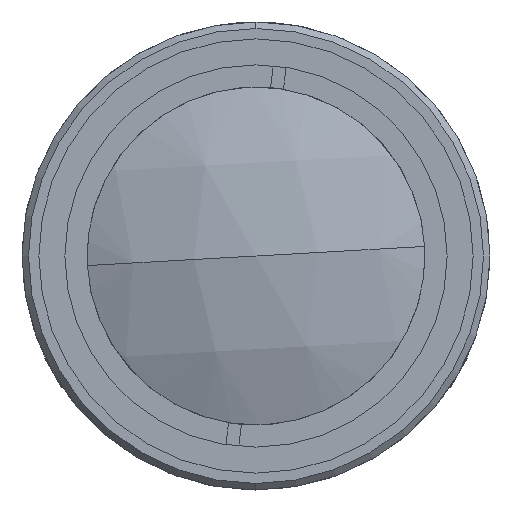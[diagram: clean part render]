
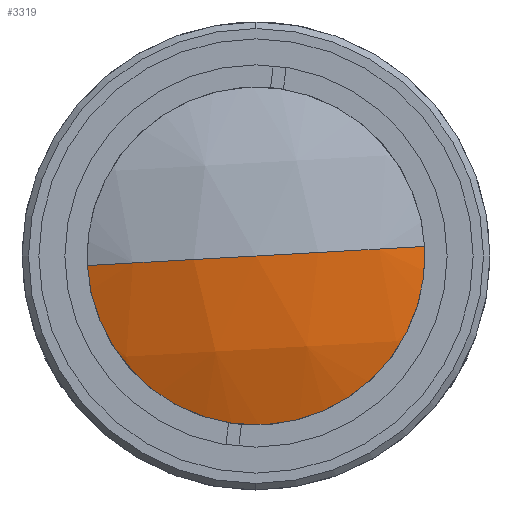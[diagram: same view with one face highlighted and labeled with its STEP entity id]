
A CAD part, left-side view. The second image highlights one B-rep face of the part: STEP entity #3319.
In plain terms, the highlighted spherical face has radius 34.13 mm.
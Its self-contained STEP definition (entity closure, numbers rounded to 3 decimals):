
#14 = DIRECTION ( 'NONE',  ( -1., 0., 0. ) ) ;
#165 = AXIS2_PLACEMENT_3D ( 'NONE', #3534, #2200, #2395 ) ;
#211 = AXIS2_PLACEMENT_3D ( 'NONE', #2492, #14, #3568 ) ;
#264 = AXIS2_PLACEMENT_3D ( 'NONE', #4456, #725, #1068 ) ;
#283 = CARTESIAN_POINT ( 'NONE',  ( 11.003, -13.977, 0.794 ) ) ;
#298 = DIRECTION ( 'NONE',  ( 0., 0.998, -0.057 ) ) ;
#478 = ORIENTED_EDGE ( 'NONE', *, *, #3828, .T. ) ;
#725 = DIRECTION ( 'NONE',  ( 0., -0.057, -0.998 ) ) ;
#1068 = DIRECTION ( 'NONE',  ( 0., 0.998, -0.057 ) ) ;
#1072 = CIRCLE ( 'NONE', #264, 34.13 ) ;
#1786 = SPHERICAL_SURFACE ( 'NONE', #2418, 34.13 ) ;
#1885 = EDGE_CURVE ( 'NONE', #2705, #3592, #3106, .T. ) ;
#2200 = DIRECTION ( 'NONE',  ( 0., 0.057, 0.998 ) ) ;
#2331 = EDGE_LOOP ( 'NONE', ( #478, #4498, #4171 ) ) ;
#2395 = DIRECTION ( 'NONE',  ( 0., -0.998, 0.057 ) ) ;
#2418 = AXIS2_PLACEMENT_3D ( 'NONE', #3467, #4193, #298 ) ;
#2459 = FACE_OUTER_BOUND ( 'NONE', #2331, .T. ) ;
#2492 = CARTESIAN_POINT ( 'NONE',  ( 11.003, 0., 0. ) ) ;
#2705 = VERTEX_POINT ( 'NONE', #2856 ) ;
#2856 = CARTESIAN_POINT ( 'NONE',  ( 11.003, 13.977, -0.794 ) ) ;
#2890 = CARTESIAN_POINT ( 'NONE',  ( 8., 0., 0. ) ) ;
#3075 = CIRCLE ( 'NONE', #211, 14. ) ;
#3106 = CIRCLE ( 'NONE', #165, 34.13 ) ;
#3319 = ADVANCED_FACE ( 'NONE', ( #2459 ), #1786, .T. ) ;
#3467 = CARTESIAN_POINT ( 'NONE',  ( 42.13, 0., 0. ) ) ;
#3534 = CARTESIAN_POINT ( 'NONE',  ( 42.13, 0., 0. ) ) ;
#3568 = DIRECTION ( 'NONE',  ( 0., 0.057, 0.998 ) ) ;
#3592 = VERTEX_POINT ( 'NONE', #2890 ) ;
#3702 = VERTEX_POINT ( 'NONE', #283 ) ;
#3828 = EDGE_CURVE ( 'NONE', #2705, #3702, #3075, .T. ) ;
#4171 = ORIENTED_EDGE ( 'NONE', *, *, #1885, .F. ) ;
#4190 = EDGE_CURVE ( 'NONE', #3702, #3592, #1072, .T. ) ;
#4193 = DIRECTION ( 'NONE',  ( 0., -0.057, -0.998 ) ) ;
#4456 = CARTESIAN_POINT ( 'NONE',  ( 42.13, 0., 0. ) ) ;
#4498 = ORIENTED_EDGE ( 'NONE', *, *, #4190, .T. ) ;
